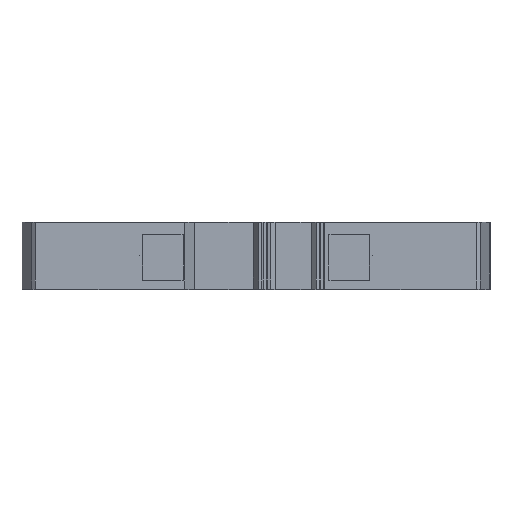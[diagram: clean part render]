
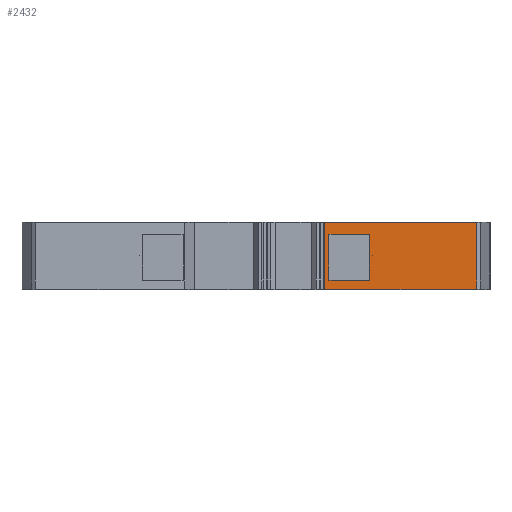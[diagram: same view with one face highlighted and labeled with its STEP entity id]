
A CAD part, top view. The second image highlights one B-rep face of the part: STEP entity #2432.
In plain terms, the highlighted free-form (B-spline) face has degree [1, 1] with [2, 2] control points.
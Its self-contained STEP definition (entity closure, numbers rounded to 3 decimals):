
#1164=CARTESIAN_POINT('',(133.751,0.,42.9));
#1165=VERTEX_POINT('',#1164);
#1174=CARTESIAN_POINT('',(129.267,0.,42.9));
#1175=VERTEX_POINT('',#1174);
#1176=CARTESIAN_POINT('',(133.751,0.,42.9));
#1177=CARTESIAN_POINT('',(129.267,0.,42.9));
#1178=B_SPLINE_CURVE_WITH_KNOTS('',1,(#1176,#1177),.POLYLINE_FORM.,.F.,.U.,(2,2),(0.5,0.5),.UNSPECIFIED.);
#1179=EDGE_CURVE('',#1165,#1175,#1178,.T.);
#1187=CARTESIAN_POINT('',(125.833,0.,42.9));
#1188=VERTEX_POINT('',#1187);
#1194=CARTESIAN_POINT('',(110.5,0.,42.9));
#1195=VERTEX_POINT('',#1194);
#1196=CARTESIAN_POINT('',(125.833,0.,42.9));
#1197=CARTESIAN_POINT('',(110.5,0.,42.9));
#1198=B_SPLINE_CURVE_WITH_KNOTS('',1,(#1196,#1197),.POLYLINE_FORM.,.F.,.U.,(2,2),(0.,1.),.UNSPECIFIED.);
#1199=EDGE_CURVE('',#1188,#1195,#1198,.T.);
#1385=CARTESIAN_POINT('',(110.5,10.2,42.9));
#1386=VERTEX_POINT('',#1385);
#1392=CARTESIAN_POINT('',(133.751,10.2,42.9));
#1393=VERTEX_POINT('',#1392);
#1394=CARTESIAN_POINT('',(133.751,10.2,42.9));
#1395=CARTESIAN_POINT('',(110.5,10.2,42.9));
#1396=B_SPLINE_CURVE_WITH_KNOTS('',1,(#1394,#1395),.POLYLINE_FORM.,.F.,.U.,(2,2),(0.,1.),.UNSPECIFIED.);
#1397=EDGE_CURVE('',#1393,#1386,#1396,.T.);
#2340=CARTESIAN_POINT('',(133.751,10.2,42.9));
#2341=CARTESIAN_POINT('',(133.751,0.,42.9));
#2342=B_SPLINE_CURVE_WITH_KNOTS('',1,(#2340,#2341),.POLYLINE_FORM.,.F.,.U.,(2,2),(0.,1.),.UNSPECIFIED.);
#2343=EDGE_CURVE('',#1393,#1165,#2342,.T.);
#2350=CARTESIAN_POINT('',(-77.172,-154.18,42.9));
#2351=CARTESIAN_POINT('',(-77.172,95.555,42.9));
#2352=CARTESIAN_POINT('',(480.389,-154.18,42.9));
#2353=CARTESIAN_POINT('',(480.389,95.555,42.9));
#2354=B_SPLINE_SURFACE_WITH_KNOTS('',1,1,((#2350,#2351),(#2352,#2353)),.PLANE_SURF.,.F.,.F.,.U.,(2,2),(2,2),(-0.101,1.),(0.,1.),.UNSPECIFIED.);
#2355=CARTESIAN_POINT('',(129.267,0.,42.9));
#2356=CARTESIAN_POINT('',(129.328,0.025,42.9));
#2357=CARTESIAN_POINT('',(129.389,0.05,42.9));
#2358=CARTESIAN_POINT('',(129.45,0.075,42.9));
#2359=CARTESIAN_POINT('',(132.159,1.188,42.9));
#2360=CARTESIAN_POINT('',(133.288,3.891,42.9));
#2361=CARTESIAN_POINT('',(132.175,6.6,42.9));
#2362=CARTESIAN_POINT('',(131.062,9.309,42.9));
#2363=CARTESIAN_POINT('',(128.359,10.438,42.9));
#2364=CARTESIAN_POINT('',(125.65,9.325,42.9));
#2365=CARTESIAN_POINT('',(122.941,8.212,42.9));
#2366=CARTESIAN_POINT('',(121.812,5.509,42.9));
#2367=CARTESIAN_POINT('',(122.925,2.8,42.9));
#2368=CARTESIAN_POINT('',(123.425,1.583,42.9));
#2369=CARTESIAN_POINT('',(124.363,0.604,42.9));
#2370=CARTESIAN_POINT('',(125.65,0.075,42.9));
#2371=CARTESIAN_POINT('',(125.711,0.05,42.9));
#2372=CARTESIAN_POINT('',(125.772,0.025,42.9));
#2373=CARTESIAN_POINT('',(125.833,0.,42.9));
#2374=(BOUNDED_CURVE()B_SPLINE_CURVE(3,(#2355,#2356,#2357,#2358,#2359,#2360,#2361,#2362,#2363,#2364,#2365,#2366,#2367,#2368,#2369,#2370,#2371,#2372,#2373),.UNSPECIFIED.,.F.,.U.)B_SPLINE_CURVE_WITH_KNOTS((4,3,3,3,3,3,4),(0.039,0.046,0.296,0.546,0.796,0.922,0.928),.UNSPECIFIED.)CURVE()GEOMETRIC_REPRESENTATION_ITEM()RATIONAL_B_SPLINE_CURVE((1.,1.,1.,1.,0.805,0.805,1.,0.805,0.805,1.,0.805,0.805,1.,0.902,0.853,0.854,0.854,0.854,0.854))REPRESENTATION_ITEM(''));
#2375=EDGE_CURVE('',#1175,#1188,#2374,.T.);
#2376=ORIENTED_EDGE('',*,*,#2375,.F.);
#2377=ORIENTED_EDGE('',*,*,#1179,.F.);
#2378=ORIENTED_EDGE('',*,*,#2343,.F.);
#2379=ORIENTED_EDGE('',*,*,#1397,.T.);
#2380=CARTESIAN_POINT('',(110.5,10.2,42.9));
#2381=CARTESIAN_POINT('',(110.5,0.,42.9));
#2382=B_SPLINE_CURVE_WITH_KNOTS('',1,(#2380,#2381),.POLYLINE_FORM.,.F.,.U.,(2,2),(0.,1.),.UNSPECIFIED.);
#2383=EDGE_CURVE('',#1386,#1195,#2382,.T.);
#2384=ORIENTED_EDGE('',*,*,#2383,.T.);
#2385=ORIENTED_EDGE('',*,*,#1199,.F.);
#2386=EDGE_LOOP('',(#2376,#2377,#2378,#2379,#2384,#2385));
#2387=FACE_OUTER_BOUND('',#2386,.T.);
#2388=CARTESIAN_POINT('',(117.35,1.35,42.9));
#2389=VERTEX_POINT('',#2388);
#2390=CARTESIAN_POINT('',(111.15,1.35,42.9));
#2391=VERTEX_POINT('',#2390);
#2392=CARTESIAN_POINT('',(117.35,1.35,42.9));
#2393=CARTESIAN_POINT('',(111.15,1.35,42.9));
#2394=B_SPLINE_CURVE_WITH_KNOTS('',1,(#2392,#2393),.POLYLINE_FORM.,.F.,.U.,(2,2),(0.,1.),.UNSPECIFIED.);
#2395=EDGE_CURVE('',#2389,#2391,#2394,.T.);
#2396=ORIENTED_EDGE('',*,*,#2395,.T.);
#2397=CARTESIAN_POINT('',(111.15,8.35,42.9));
#2398=VERTEX_POINT('',#2397);
#2399=CARTESIAN_POINT('',(111.15,1.35,42.9));
#2400=CARTESIAN_POINT('',(111.15,8.35,42.9));
#2401=B_SPLINE_CURVE_WITH_KNOTS('',1,(#2399,#2400),.POLYLINE_FORM.,.F.,.U.,(2,2),(0.,1.),.UNSPECIFIED.);
#2402=EDGE_CURVE('',#2391,#2398,#2401,.T.);
#2403=ORIENTED_EDGE('',*,*,#2402,.T.);
#2404=CARTESIAN_POINT('',(117.35,8.35,42.9));
#2405=VERTEX_POINT('',#2404);
#2406=CARTESIAN_POINT('',(111.15,8.35,42.9));
#2407=CARTESIAN_POINT('',(117.35,8.35,42.9));
#2408=B_SPLINE_CURVE_WITH_KNOTS('',1,(#2406,#2407),.POLYLINE_FORM.,.F.,.U.,(2,2),(0.,1.),.UNSPECIFIED.);
#2409=EDGE_CURVE('',#2398,#2405,#2408,.T.);
#2410=ORIENTED_EDGE('',*,*,#2409,.T.);
#2411=CARTESIAN_POINT('',(117.35,8.35,42.9));
#2412=CARTESIAN_POINT('',(117.35,1.35,42.9));
#2413=B_SPLINE_CURVE_WITH_KNOTS('',1,(#2411,#2412),.POLYLINE_FORM.,.F.,.U.,(2,2),(0.,1.),.UNSPECIFIED.);
#2414=EDGE_CURVE('',#2405,#2389,#2413,.T.);
#2415=ORIENTED_EDGE('',*,*,#2414,.T.);
#2416=EDGE_LOOP('',(#2396,#2403,#2410,#2415));
#2417=FACE_BOUND('',#2416,.T.);
#2418=CARTESIAN_POINT('',(117.75,5.1,42.9));
#2419=VERTEX_POINT('',#2418);
#2420=CARTESIAN_POINT('',(117.75,5.1,42.9));
#2421=CARTESIAN_POINT('',(117.75,1.636,42.9));
#2422=CARTESIAN_POINT('',(120.75,3.368,42.9));
#2423=CARTESIAN_POINT('',(123.75,5.1,42.9));
#2424=CARTESIAN_POINT('',(120.75,6.832,42.9));
#2425=CARTESIAN_POINT('',(117.75,8.564,42.9));
#2426=CARTESIAN_POINT('',(117.75,5.1,42.9));
#2427=(BOUNDED_CURVE()B_SPLINE_CURVE(2,(#2420,#2421,#2422,#2423,#2424,#2425,#2426),.CIRCULAR_ARC.,.T.,.U.)B_SPLINE_CURVE_WITH_KNOTS((3,2,2,3),(0.,0.333,0.667,1.),.UNSPECIFIED.)CURVE()GEOMETRIC_REPRESENTATION_ITEM()RATIONAL_B_SPLINE_CURVE((1.,0.5,1.,0.5,1.,0.5,1.))REPRESENTATION_ITEM(''));
#2428=EDGE_CURVE('',#2419,#2419,#2427,.T.);
#2429=ORIENTED_EDGE('',*,*,#2428,.F.);
#2430=EDGE_LOOP('',(#2429));
#2431=FACE_BOUND('',#2430,.T.);
#2432=ADVANCED_FACE('',(#2387,#2417,#2431),#2354,.T.);
